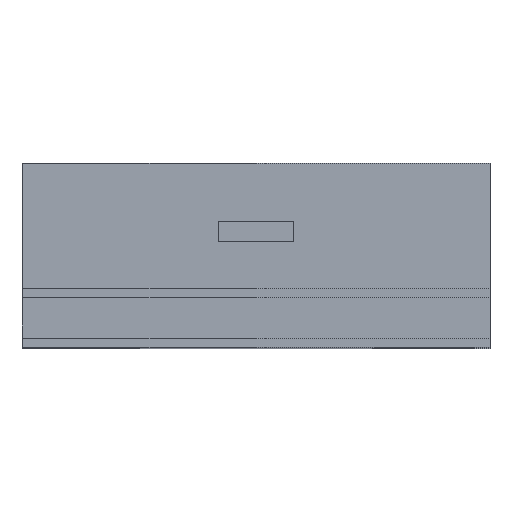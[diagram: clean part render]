
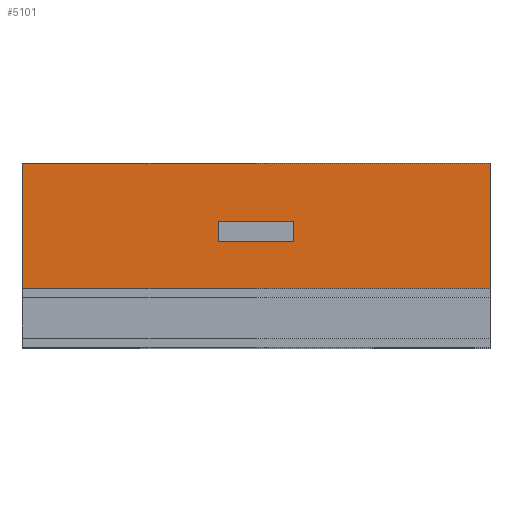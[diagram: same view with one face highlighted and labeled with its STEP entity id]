
A CAD part, top view. The second image highlights one B-rep face of the part: STEP entity #5101.
In plain terms, the highlighted planar face has unit normal (0, 0, 1).
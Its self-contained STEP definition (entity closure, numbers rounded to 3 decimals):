
#17 = VERTEX_POINT ( 'NONE', #3531 ) ;
#34 = EDGE_CURVE ( 'NONE', #2596, #2740, #116, .T. ) ;
#116 = LINE ( 'NONE', #5933, #4402 ) ;
#439 = EDGE_CURVE ( 'NONE', #2740, #1757, #1077, .T. ) ;
#457 = EDGE_CURVE ( 'NONE', #1188, #17, #6089, .T. ) ;
#463 = CARTESIAN_POINT ( 'NONE',  ( -0.225, 0.75, 2.4 ) ) ;
#470 = DIRECTION ( 'NONE',  ( 0., 0., -1. ) ) ;
#487 = PLANE ( 'NONE',  #4723 ) ;
#518 = EDGE_CURVE ( 'NONE', #1188, #4469, #6026, .T. ) ;
#612 = CARTESIAN_POINT ( 'NONE',  ( -0.225, 0.75, 2.4 ) ) ;
#618 = CARTESIAN_POINT ( 'NONE',  ( -1.4, 1.1, 2.4 ) ) ;
#652 = ORIENTED_EDGE ( 'NONE', *, *, #4443, .F. ) ;
#747 = VERTEX_POINT ( 'NONE', #4850 ) ;
#1019 = DIRECTION ( 'NONE',  ( 0., -1., 0. ) ) ;
#1066 = CARTESIAN_POINT ( 'NONE',  ( 0.225, 0.75, 2.4 ) ) ;
#1077 = LINE ( 'NONE', #3489, #4989 ) ;
#1113 = CARTESIAN_POINT ( 'NONE',  ( -0.225, 0.63, 2.4 ) ) ;
#1173 = DIRECTION ( 'NONE',  ( 1., 0., 0. ) ) ;
#1188 = VERTEX_POINT ( 'NONE', #4632 ) ;
#1198 = LINE ( 'NONE', #612, #4806 ) ;
#1318 = ORIENTED_EDGE ( 'NONE', *, *, #2044, .T. ) ;
#1391 = VECTOR ( 'NONE', #4013, 1000. ) ;
#1531 = FACE_OUTER_BOUND ( 'NONE', #2865, .T. ) ;
#1585 = DIRECTION ( 'NONE',  ( 0., 1., 0. ) ) ;
#1613 = CARTESIAN_POINT ( 'NONE',  ( -1.4, 0.35, 2.4 ) ) ;
#1681 = FACE_BOUND ( 'NONE', #6102, .T. ) ;
#1757 = VERTEX_POINT ( 'NONE', #3569 ) ;
#1991 = EDGE_CURVE ( 'NONE', #747, #2596, #1198, .T. ) ;
#1999 = EDGE_CURVE ( 'NONE', #1757, #747, #2445, .T. ) ;
#2044 = EDGE_CURVE ( 'NONE', #4469, #2951, #2593, .T. ) ;
#2414 = CARTESIAN_POINT ( 'NONE',  ( -1.4, 7.757, 2.4 ) ) ;
#2445 = LINE ( 'NONE', #1066, #3922 ) ;
#2593 = LINE ( 'NONE', #5818, #2952 ) ;
#2596 = VERTEX_POINT ( 'NONE', #463 ) ;
#2740 = VERTEX_POINT ( 'NONE', #1113 ) ;
#2865 = EDGE_LOOP ( 'NONE', ( #5082, #4016, #1318, #652 ) ) ;
#2866 = CARTESIAN_POINT ( 'NONE',  ( -1.4, 7.757, 2.4 ) ) ;
#2951 = VERTEX_POINT ( 'NONE', #3781 ) ;
#2952 = VECTOR ( 'NONE', #2975, 1000. ) ;
#2975 = DIRECTION ( 'NONE',  ( 1., 0., 0. ) ) ;
#3411 = ORIENTED_EDGE ( 'NONE', *, *, #439, .F. ) ;
#3489 = CARTESIAN_POINT ( 'NONE',  ( -0.225, 0.63, 2.4 ) ) ;
#3531 = CARTESIAN_POINT ( 'NONE',  ( 1.4, 1.1, 2.4 ) ) ;
#3540 = ORIENTED_EDGE ( 'NONE', *, *, #34, .F. ) ;
#3569 = CARTESIAN_POINT ( 'NONE',  ( 0.225, 0.63, 2.4 ) ) ;
#3781 = CARTESIAN_POINT ( 'NONE',  ( 1.4, 0.35, 2.4 ) ) ;
#3922 = VECTOR ( 'NONE', #1585, 1000. ) ;
#3938 = DIRECTION ( 'NONE',  ( 1., 0., 0. ) ) ;
#3968 = VECTOR ( 'NONE', #3938, 1000. ) ;
#4013 = DIRECTION ( 'NONE',  ( 0., -1., 0. ) ) ;
#4016 = ORIENTED_EDGE ( 'NONE', *, *, #518, .T. ) ;
#4027 = ORIENTED_EDGE ( 'NONE', *, *, #1999, .F. ) ;
#4119 = LINE ( 'NONE', #4956, #1391 ) ;
#4273 = DIRECTION ( 'NONE',  ( -1., 0., 0. ) ) ;
#4365 = ORIENTED_EDGE ( 'NONE', *, *, #1991, .F. ) ;
#4402 = VECTOR ( 'NONE', #5911, 1000. ) ;
#4443 = EDGE_CURVE ( 'NONE', #17, #2951, #4119, .T. ) ;
#4469 = VERTEX_POINT ( 'NONE', #1613 ) ;
#4632 = CARTESIAN_POINT ( 'NONE',  ( -1.4, 1.1, 2.4 ) ) ;
#4723 = AXIS2_PLACEMENT_3D ( 'NONE', #2414, #470, #4273 ) ;
#4806 = VECTOR ( 'NONE', #5735, 1000. ) ;
#4850 = CARTESIAN_POINT ( 'NONE',  ( 0.225, 0.75, 2.4 ) ) ;
#4956 = CARTESIAN_POINT ( 'NONE',  ( 1.4, 7.757, 2.4 ) ) ;
#4989 = VECTOR ( 'NONE', #1173, 1000. ) ;
#5082 = ORIENTED_EDGE ( 'NONE', *, *, #457, .F. ) ;
#5101 = ADVANCED_FACE ( 'NONE', ( #1681, #1531 ), #487, .F. ) ;
#5735 = DIRECTION ( 'NONE',  ( -1., 0., 0. ) ) ;
#5809 = VECTOR ( 'NONE', #1019, 1000. ) ;
#5818 = CARTESIAN_POINT ( 'NONE',  ( -1.4, 0.35, 2.4 ) ) ;
#5911 = DIRECTION ( 'NONE',  ( 0., -1., 0. ) ) ;
#5933 = CARTESIAN_POINT ( 'NONE',  ( -0.225, 0.75, 2.4 ) ) ;
#6026 = LINE ( 'NONE', #2866, #5809 ) ;
#6089 = LINE ( 'NONE', #618, #3968 ) ;
#6102 = EDGE_LOOP ( 'NONE', ( #3411, #3540, #4365, #4027 ) ) ;
